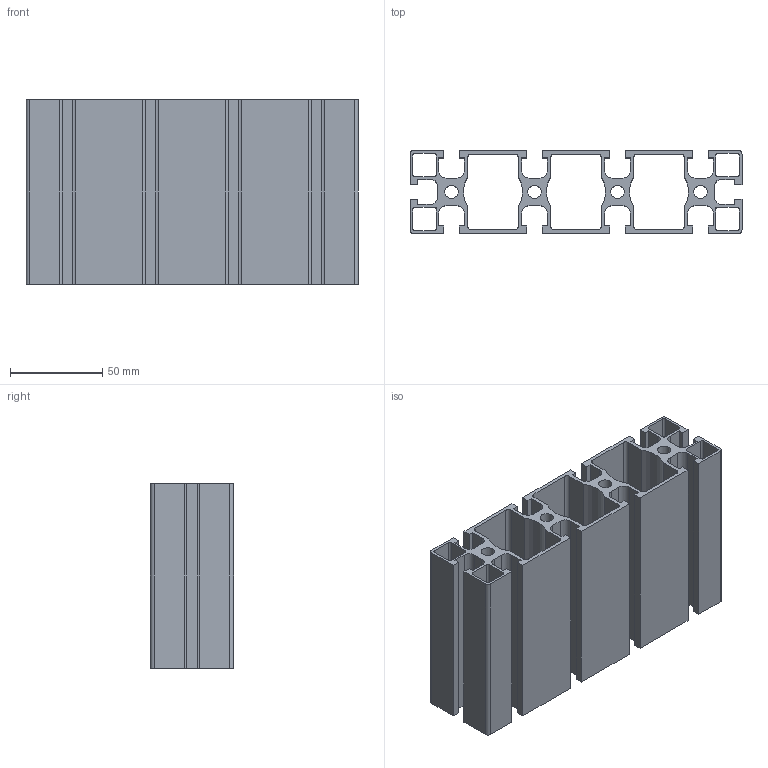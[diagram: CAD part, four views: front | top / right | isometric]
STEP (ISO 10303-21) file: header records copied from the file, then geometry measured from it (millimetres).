
FILE_DESCRIPTION((''),'2;1');
FILE_NAME('104593.stp','2013-09-24T15:34:05',('VeronikaF'),(''),'Autodesk Inventor 2011','Autodesk Inventor 2011','');
FILE_SCHEMA(('AUTOMOTIVE_DESIGN { 1 0 10303 214 1 1 1 1 }'));
Length unit declared in the file: millimetre
Products named in the file (1): 104593-100
Bounding box: 180 x 45 x 100 mm (x, y, z)
Volume: 199889.2 mm3; surface area: 155539.5 mm2
Topology: 1 solids, 1 shells, 182 faces, 540 edges, 360 vertices
Faces by surface type: plane 120, cylinder 62
Full cylindrical faces by diameter (mm): 7.2 x4
Entity records: 6138 total; most frequent: CARTESIAN_POINT 1079, ORIENTED_EDGE 1072, DIRECTION 1026, EDGE_CURVE 536, VECTOR 412, LINE 412, VERTEX_POINT 360, AXIS2_PLACEMENT_3D 307
